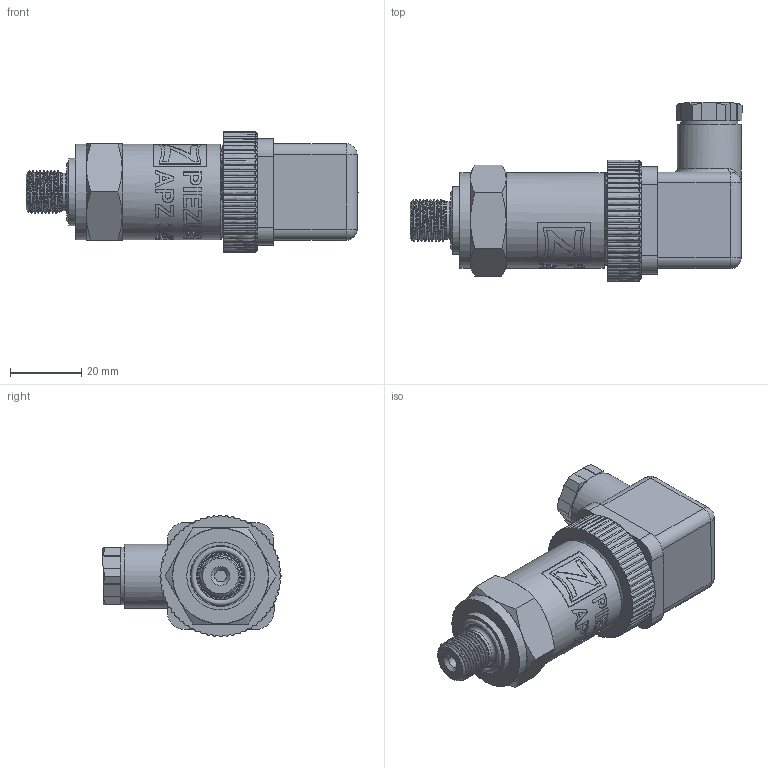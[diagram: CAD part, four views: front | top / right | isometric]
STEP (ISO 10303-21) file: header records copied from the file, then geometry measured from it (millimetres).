
FILE_DESCRIPTION(/* description */ (''),/* implementation_level */ '2;1');
FILE_NAME(/* name */ 'APZ3420_M12x1DIN_DIN43650A.step',/* time_stamp */ '2021-06-18T15:22:45+03:00',/* author */ (''),/* organization */ (''),/* preprocessor_version */ 'ST-DEVELOPER v18.1',/* originating_system */ 'Autodesk Translation Framework v10.9.0.1377',/* authorisation */ '');
FILE_SCHEMA (('AUTOMOTIVE_DESIGN { 1 0 10303 214 3 1 1 }'));
Products named in the file (5): APZ3420_; M12x1 DIN; OMAL nut M27x1.5; DIN 43650A female part 28 mm high; DIN 43650A male Hirshmann round base
Assembly tree (4 placements, depth 2):
  APZ3420_
    M12x1 DIN
    OMAL nut M27x1.5
    DIN 43650A female part 28 mm high
    DIN 43650A male Hirshmann round base
Bounding box: 93.25 x 50.02 x 34 mm (x, y, z)
Volume: 57807.5 mm3; surface area: 20190 mm2
Topology: 5 solids, 5 shells, 1396 faces, 3851 edges, 2562 vertices
Faces by surface type: plane 563, bspline 547, cylinder 230, cone 32, torus 18, sphere 6
Full cylindrical faces by diameter (mm): 1.6 x4, 1.65 x4, 2 x1, 2.2 x1, 2.537 x6, 2.579 x1, 2.938 x10, 3.2 x1, 3.3 x1, 5 x1, 6 x1, 7.8 x1, 8 x1, 10 x1, 10.5 x1, 10.741 x9, 11.884 x8, 13.5 x1, 16 x1, 16.7 x1, 18 x1, 19 x1, 21 x1, 21.4 x2, 22 x1, 22.4 x1, 24.4 x1, 25.132 x4, 25.526 x4, 26.85 x5
Entity records: 64863 total; most frequent: CARTESIAN_POINT 33031, ORIENTED_EDGE 7698, DIRECTION 4621, EDGE_CURVE 3849, VERTEX_POINT 2562, LINE 1839, VECTOR 1839, EDGE_LOOP 1515
